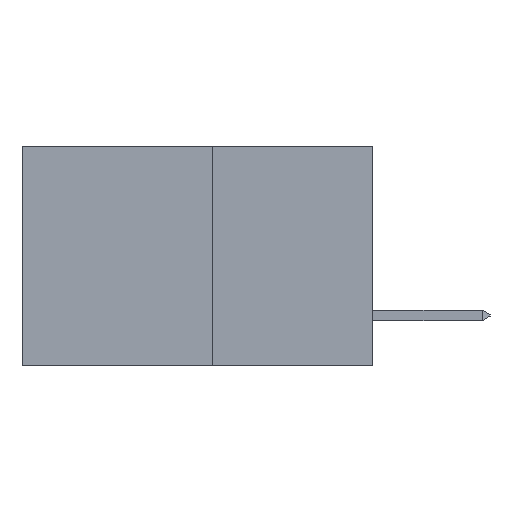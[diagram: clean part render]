
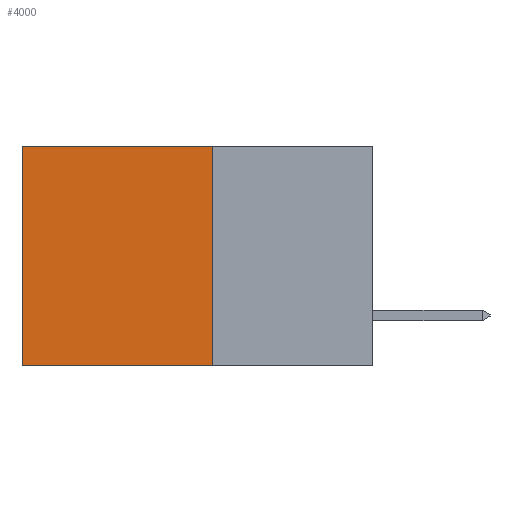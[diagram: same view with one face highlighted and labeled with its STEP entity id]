
A CAD part, left-side view. The second image highlights one B-rep face of the part: STEP entity #4000.
In plain terms, the highlighted planar face has unit normal (-1, 0, 0).
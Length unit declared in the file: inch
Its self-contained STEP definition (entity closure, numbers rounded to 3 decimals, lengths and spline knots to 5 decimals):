
#110 = CARTESIAN_POINT ( 'NONE',  ( 0.277, 0.27, 0. ) ) ;
#345 = VECTOR ( 'NONE', #2082, 39.37008 ) ;
#428 = CARTESIAN_POINT ( 'NONE',  ( 0.277, 0.59, 0. ) ) ;
#944 = DIRECTION ( 'NONE',  ( 0., 1., 0. ) ) ;
#1152 = VERTEX_POINT ( 'NONE', #428 ) ;
#1234 = PLANE ( 'NONE',  #7016 ) ;
#1265 = VECTOR ( 'NONE', #2437, 39.37008 ) ;
#1287 = EDGE_CURVE ( 'NONE', #5778, #1152, #5186, .T. ) ;
#1303 = ORIENTED_EDGE ( 'NONE', *, *, #7105, .F. ) ;
#1918 = CARTESIAN_POINT ( 'NONE',  ( 0.277, 0.27, 0. ) ) ;
#1949 = DIRECTION ( 'NONE',  ( 0., 0., -1. ) ) ;
#2013 = CARTESIAN_POINT ( 'NONE',  ( 0.277, 0.27, -0.37 ) ) ;
#2082 = DIRECTION ( 'NONE',  ( 0., 0., -1. ) ) ;
#2437 = DIRECTION ( 'NONE',  ( 0., 1., 0. ) ) ;
#2630 = CARTESIAN_POINT ( 'NONE',  ( 0.277, 0.27, -0.37 ) ) ;
#2663 = LINE ( 'NONE', #4243, #7969 ) ;
#2883 = ORIENTED_EDGE ( 'NONE', *, *, #1287, .T. ) ;
#3039 = CARTESIAN_POINT ( 'NONE',  ( 0.277, 0.27, -0.37 ) ) ;
#4000 = ADVANCED_FACE ( 'NONE', ( #5164 ), #1234, .F. ) ;
#4020 = ORIENTED_EDGE ( 'NONE', *, *, #7859, .T. ) ;
#4243 = CARTESIAN_POINT ( 'NONE',  ( 0.277, 0.59, -0.37 ) ) ;
#4950 = DIRECTION ( 'NONE',  ( 0., 0., -1. ) ) ;
#5164 = FACE_OUTER_BOUND ( 'NONE', #8860, .T. ) ;
#5186 = LINE ( 'NONE', #110, #1265 ) ;
#5210 = VERTEX_POINT ( 'NONE', #5456 ) ;
#5456 = CARTESIAN_POINT ( 'NONE',  ( 0.277, 0.59, -0.37 ) ) ;
#5492 = VECTOR ( 'NONE', #944, 39.37008 ) ;
#5703 = LINE ( 'NONE', #3039, #5492 ) ;
#5778 = VERTEX_POINT ( 'NONE', #1918 ) ;
#5885 = VERTEX_POINT ( 'NONE', #2013 ) ;
#6101 = ORIENTED_EDGE ( 'NONE', *, *, #6247, .F. ) ;
#6115 = DIRECTION ( 'NONE',  ( 1., 0., 0. ) ) ;
#6247 = EDGE_CURVE ( 'NONE', #5885, #5210, #5703, .T. ) ;
#6932 = CARTESIAN_POINT ( 'NONE',  ( 0.277, 0.27, -0.37 ) ) ;
#7016 = AXIS2_PLACEMENT_3D ( 'NONE', #2630, #6115, #1949 ) ;
#7105 = EDGE_CURVE ( 'NONE', #5778, #5885, #7746, .T. ) ;
#7746 = LINE ( 'NONE', #6932, #345 ) ;
#7859 = EDGE_CURVE ( 'NONE', #1152, #5210, #2663, .T. ) ;
#7969 = VECTOR ( 'NONE', #4950, 39.37008 ) ;
#8860 = EDGE_LOOP ( 'NONE', ( #4020, #6101, #1303, #2883 ) ) ;
